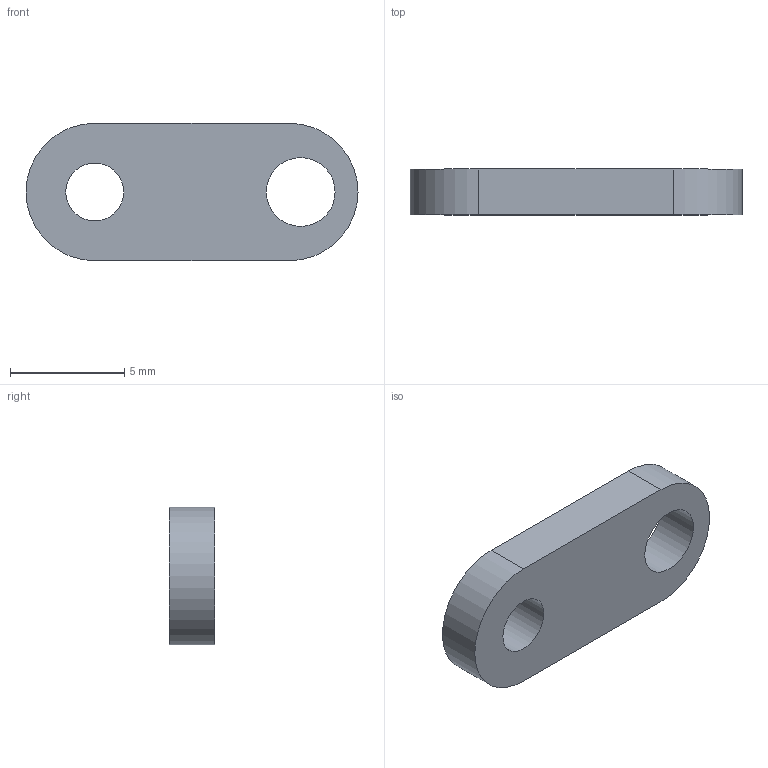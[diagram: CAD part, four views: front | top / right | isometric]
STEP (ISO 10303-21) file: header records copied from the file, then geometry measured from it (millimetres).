
FILE_DESCRIPTION(/* description */ (''),/* implementation_level */ '2;1');
FILE_NAME(/* name */ 'TASISpec piece1.step',/* time_stamp */ '2017-06-05T16:33:48+02:00',/* author */ (''),/* organization */ (''),/* preprocessor_version */ 'ST-DEVELOPER v16.13',/* originating_system */ 'Autodesk Translation Framework v6.1.1.50',/* authorisation */ '');
FILE_SCHEMA (('AUTOMOTIVE_DESIGN { 1 0 10303 214 3 1 1 }'));
Length unit declared in the file: millimetre
Products named in the file (1): Pavel2 v2
Bounding box: 14.5 x 2 x 6 mm (x, y, z)
Volume: 134.4 mm3; surface area: 240.8 mm2
Topology: 1 solids, 1 shells, 8 faces, 18 edges, 12 vertices
Faces by surface type: cylinder 4, plane 4
Full cylindrical faces by diameter (mm): 2.529 x1, 3 x1
Entity records: 250 total; most frequent: DIRECTION 42, CARTESIAN_POINT 37, ORIENTED_EDGE 32, AXIS2_PLACEMENT_3D 17, EDGE_CURVE 16, EDGE_LOOP 14, VERTEX_POINT 12, LINE 8
